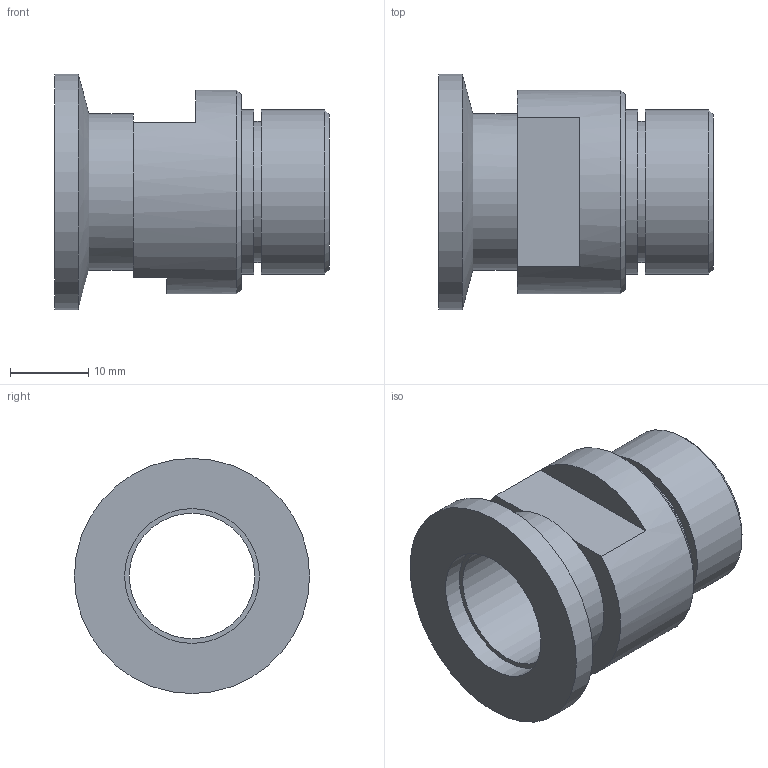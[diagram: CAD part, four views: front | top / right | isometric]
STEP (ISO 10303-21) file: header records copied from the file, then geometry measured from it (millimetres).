
FILE_DESCRIPTION (( 'STEP AP214' ), '1' );
FILE_NAME ('1KF25GM1-.STEP', '2024-10-21T09:05:16', ( '' ), ( '' ), 'SwSTEP 2.0', 'SolidWorks 2017', '' );
FILE_SCHEMA (( 'AUTOMOTIVE_DESIGN' ));
Length unit declared in the file: millimetre
Products named in the file (1): 1KF25GM1-
Bounding box: 35 x 30 x 30 mm (x, y, z)
Volume: 7980.7 mm3; surface area: 5813.5 mm2
Topology: 1 solids, 1 shells, 24 faces, 48 edges, 30 vertices
Faces by surface type: plane 12, cylinder 8, cone 4
Full cylindrical faces by diameter (mm): 16 x1, 17.2 x1, 18 x1, 20 x1, 20.956 x2, 26 x1, 30 x1
Entity records: 578 total; most frequent: DIRECTION 106, CARTESIAN_POINT 85, ORIENTED_EDGE 66, AXIS2_PLACEMENT_3D 48, EDGE_LOOP 42, EDGE_CURVE 33, FACE_OUTER_BOUND 32, VERTEX_POINT 27
